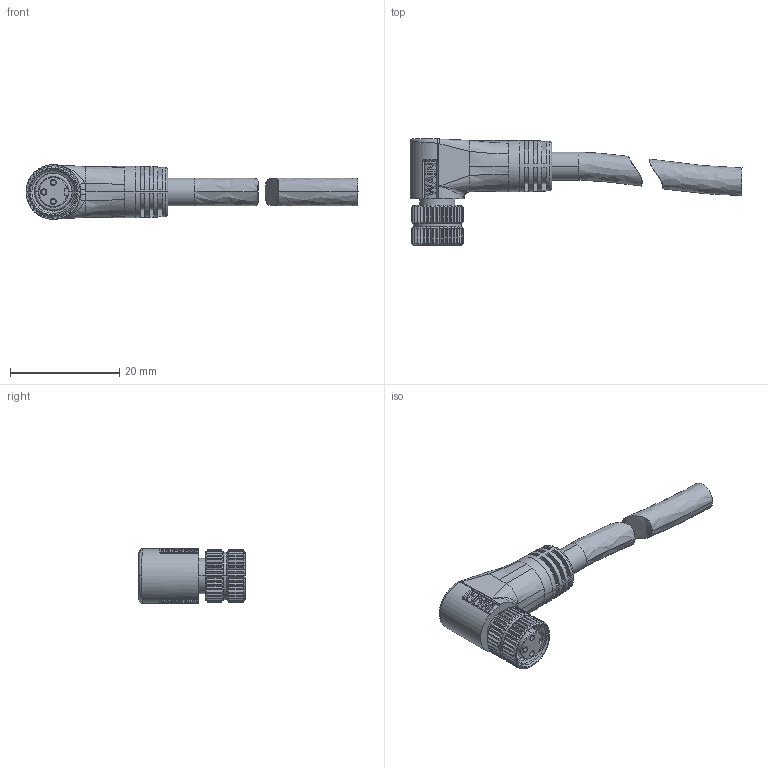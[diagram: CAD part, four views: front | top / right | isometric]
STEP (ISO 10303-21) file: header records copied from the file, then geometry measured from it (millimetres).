
FILE_DESCRIPTION((''),'2;1');
FILE_NAME('PRT0001','2021-01-04T',('zh.su'),(''),'PRO/ENGINEER BY PARAMETRIC TECHNOLOGY CORPORATION, 2012480','PRO/ENGINEER BY PARAMETRIC TECHNOLOGY CORPORATION, 2012480','');
FILE_SCHEMA(('CONFIG_CONTROL_DESIGN'));
Length unit declared in the file: millimetre
Products named in the file (1): PRT0001
Bounding box: 60.91 x 19.5 x 10 mm (x, y, z)
Volume: 3023.2 mm3; surface area: 2620.5 mm2
Topology: 2 solids, 2 shells, 547 faces, 1466 edges, 963 vertices
Faces by surface type: plane 304, cylinder 142, bspline 52, cone 30, torus 17, extrusion 2
Entity records: 21955 total; most frequent: CARTESIAN_POINT 9458, ORIENTED_EDGE 2932, DIRECTION 2074, EDGE_CURVE 1466, VERTEX_POINT 963, AXIS2_PLACEMENT_3D 767, B_SPLINE_CURVE_WITH_KNOTS 656, EDGE_LOOP 587
